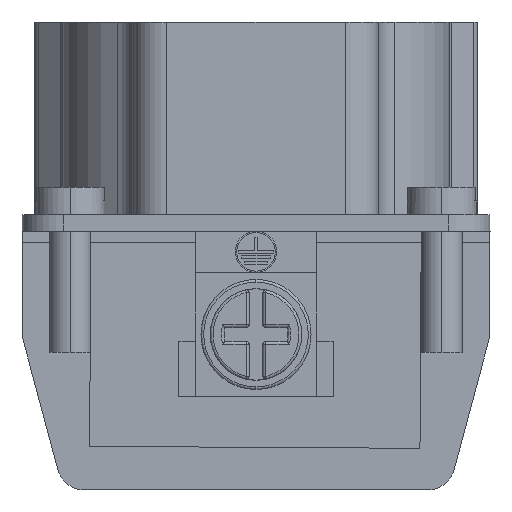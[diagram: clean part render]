
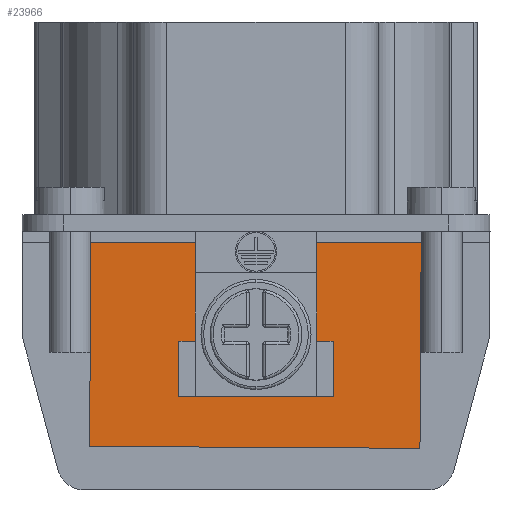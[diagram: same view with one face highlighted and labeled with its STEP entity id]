
A CAD part, left-side view. The second image highlights one B-rep face of the part: STEP entity #23966.
In plain terms, the highlighted planar face has unit normal (-1, 0, 0).
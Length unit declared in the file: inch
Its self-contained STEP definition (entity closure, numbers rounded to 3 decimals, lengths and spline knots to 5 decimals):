
#75 = ORIENTED_EDGE ( 'NONE', *, *, #10718, .T. ) ;
#406 = DIRECTION ( 'NONE',  ( 0., -1., -0.006 ) ) ;
#802 = CARTESIAN_POINT ( 'NONE',  ( -1.24803, -0.46896, -1.25867 ) ) ;
#807 = VECTOR ( 'NONE', #406, 39.37008 ) ;
#1441 = CARTESIAN_POINT ( 'NONE',  ( -1.24803, 0.47243, -0.66258 ) ) ;
#3070 = CARTESIAN_POINT ( 'NONE',  ( -1.24803, -0.47243, -0.66929 ) ) ;
#3093 = VERTEX_POINT ( 'NONE', #3070 ) ;
#3111 = EDGE_CURVE ( 'NONE', #23684, #20225, #9751, .T. ) ;
#3319 = EDGE_CURVE ( 'NONE', #23684, #12522, #13774, .T. ) ;
#3618 = DIRECTION ( 'NONE',  ( 0., -0.006, 1. ) ) ;
#5838 = CARTESIAN_POINT ( 'NONE',  ( -1.24803, -0.66929, -0.66929 ) ) ;
#6847 = AXIS2_PLACEMENT_3D ( 'NONE', #24241, #15197, #8779 ) ;
#6919 = LINE ( 'NONE', #20014, #28194 ) ;
#8701 = VECTOR ( 'NONE', #19225, 39.37008 ) ;
#8779 = DIRECTION ( 'NONE',  ( 0., -1., 0. ) ) ;
#9067 = EDGE_CURVE ( 'NONE', #12522, #3093, #6919, .T. ) ;
#9751 = LINE ( 'NONE', #1441, #27383 ) ;
#10406 = ORIENTED_EDGE ( 'NONE', *, *, #3111, .F. ) ;
#10718 = EDGE_CURVE ( 'NONE', #3093, #20225, #26086, .T. ) ;
#11545 = DIRECTION ( 'NONE',  ( 0., -0.006, 1. ) ) ;
#12522 = VERTEX_POINT ( 'NONE', #802 ) ;
#13616 = CARTESIAN_POINT ( 'NONE',  ( -1.24803, 0.47591, -1.25312 ) ) ;
#13774 = LINE ( 'NONE', #20183, #807 ) ;
#14327 = ORIENTED_EDGE ( 'NONE', *, *, #3319, .T. ) ;
#15053 = PLANE ( 'NONE',  #6847 ) ;
#15197 = DIRECTION ( 'NONE',  ( -1., 0., 0. ) ) ;
#17470 = EDGE_LOOP ( 'NONE', ( #10406, #14327, #21430, #75 ) ) ;
#17531 = FACE_OUTER_BOUND ( 'NONE', #17470, .T. ) ;
#19225 = DIRECTION ( 'NONE',  ( 0., 1., 0. ) ) ;
#20014 = CARTESIAN_POINT ( 'NONE',  ( -1.24803, -0.46896, -1.25867 ) ) ;
#20183 = CARTESIAN_POINT ( 'NONE',  ( -1.24803, 0.47591, -1.25312 ) ) ;
#20225 = VERTEX_POINT ( 'NONE', #20462 ) ;
#20462 = CARTESIAN_POINT ( 'NONE',  ( -1.24803, 0.47247, -0.66929 ) ) ;
#21430 = ORIENTED_EDGE ( 'NONE', *, *, #9067, .T. ) ;
#23684 = VERTEX_POINT ( 'NONE', #13616 ) ;
#23966 = ADVANCED_FACE ( 'NONE', ( #17531 ), #15053, .T. ) ;
#24241 = CARTESIAN_POINT ( 'NONE',  ( -1.24803, -0.47243, -0.66813 ) ) ;
#26086 = LINE ( 'NONE', #5838, #8701 ) ;
#27383 = VECTOR ( 'NONE', #3618, 39.37008 ) ;
#28194 = VECTOR ( 'NONE', #11545, 39.37008 ) ;
